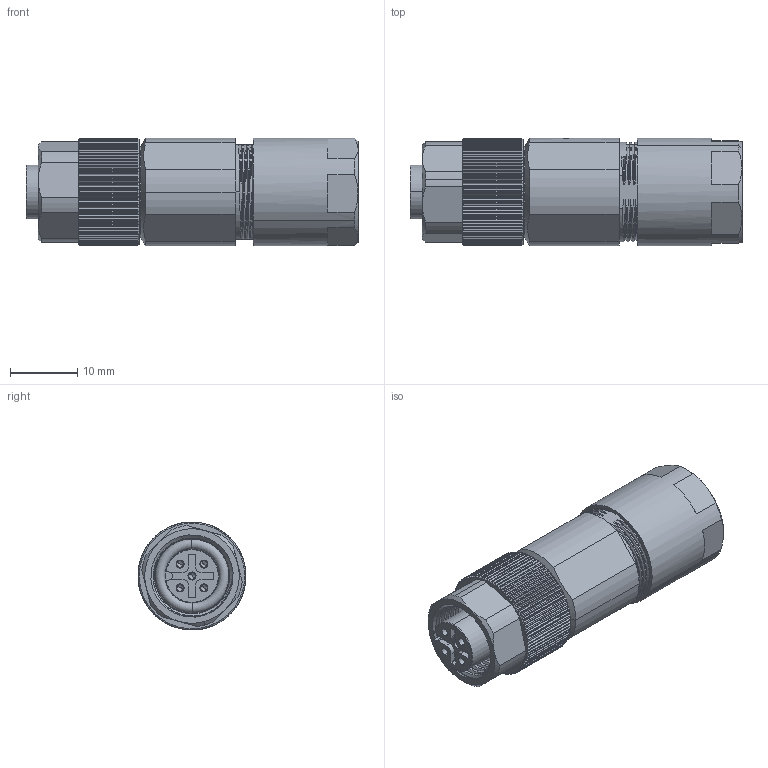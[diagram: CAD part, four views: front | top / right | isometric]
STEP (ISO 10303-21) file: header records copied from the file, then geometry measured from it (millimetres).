
FILE_DESCRIPTION (( 'STEP AP203' ), '1' );
FILE_NAME ('55-00256.STEP', '2024-05-02T18:42:43', ( '' ), ( '' ), 'SwSTEP 2.0', 'SolidWorks 2021', '' );
FILE_SCHEMA (( 'CONFIG_CONTROL_DESIGN' ));
Length unit declared in the file: millimetre
Products named in the file (19): 55-00256-04___; 55-00256; 55-00256-13___; 55-00256-08___; 55-00256-07___; 55-00256-16___; 55-00256-09___; 55-00256-11___; 55-00256-05___; 55-00256-17___; 55-00256-03___; 55-00256-06___; 55-00256-18___; 55-00256-15___; 55-00256-10___; 55-00256-01___; 55-00256-02___; 55-00256-12___; 55-00256-14___
Assembly tree (22 placements, depth 2):
  55-00256
    55-00256-01___
    55-00256-02___
    55-00256-03___
    55-00256-04___
    55-00256-05___
    55-00256-06___
    55-00256-07___
    55-00256-08___
    55-00256-09___
    55-00256-10___
    55-00256-11___
    55-00256-12___
    55-00256-13___
    55-00256-14___
    55-00256-15___
    55-00256-16___
    55-00256-17___
    55-00256-18___  x5
Bounding box: 49.22 x 16 x 16 mm (x, y, z)
Volume: 6621 mm3; surface area: 14014.4 mm2
Topology: 23 solids, 23 shells, 1738 faces, 4495 edges, 2827 vertices
Faces by surface type: plane 668, cylinder 465, bspline 310, cone 280, torus 15
Entity records: 84616 total; most frequent: CARTESIAN_POINT 46369, ORIENTED_EDGE 8342, DIRECTION 6553, EDGE_CURVE 4171, AXIS2_PLACEMENT_3D 2628, VERTEX_POINT 2627, EDGE_LOOP 1674, FACE_OUTER_BOUND 1606
